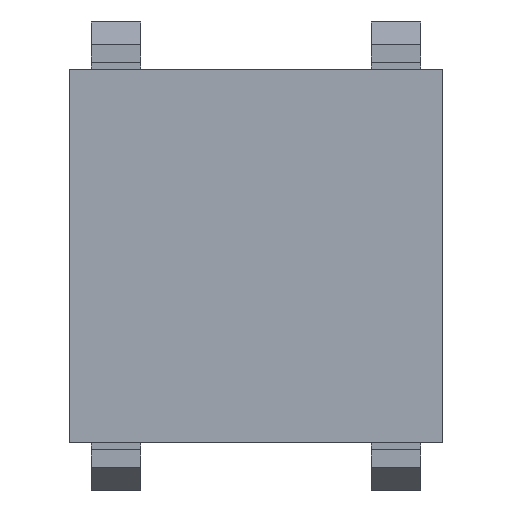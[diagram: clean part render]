
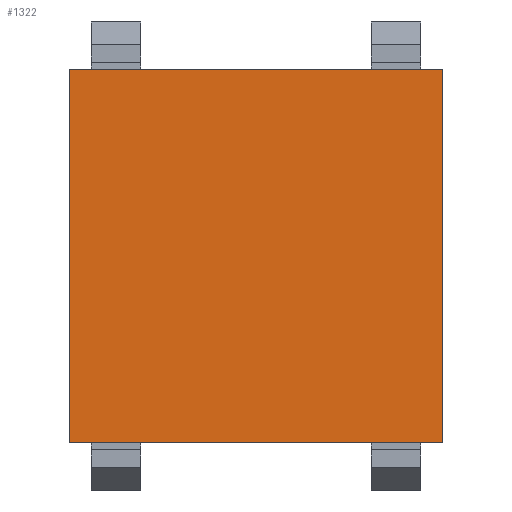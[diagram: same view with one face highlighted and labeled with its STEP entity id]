
A CAD part, front view. The second image highlights one B-rep face of the part: STEP entity #1322.
In plain terms, the highlighted planar face has unit normal (0, -1, 0).
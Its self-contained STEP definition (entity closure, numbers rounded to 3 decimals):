
#145=PLANE('',#1423);
#213=FACE_OUTER_BOUND('',#290,.T.);
#290=EDGE_LOOP('',(#1246,#1247,#1248,#1249));
#440=LINE('',#2074,#601);
#444=LINE('',#2082,#605);
#447=LINE('',#2088,#608);
#450=LINE('',#2093,#611);
#601=VECTOR('',#1721,10.);
#605=VECTOR('',#1727,10.);
#608=VECTOR('',#1732,10.);
#611=VECTOR('',#1737,10.);
#729=VERTEX_POINT('',#2072);
#730=VERTEX_POINT('',#2073);
#733=VERTEX_POINT('',#2081);
#735=VERTEX_POINT('',#2087);
#896=EDGE_CURVE('',#729,#730,#440,.T.);
#900=EDGE_CURVE('',#733,#729,#444,.T.);
#903=EDGE_CURVE('',#735,#733,#447,.T.);
#906=EDGE_CURVE('',#730,#735,#450,.T.);
#1246=ORIENTED_EDGE('',*,*,#906,.F.);
#1247=ORIENTED_EDGE('',*,*,#896,.F.);
#1248=ORIENTED_EDGE('',*,*,#900,.F.);
#1249=ORIENTED_EDGE('',*,*,#903,.F.);
#1322=ADVANCED_FACE('',(#213),#145,.F.);
#1423=AXIS2_PLACEMENT_3D('',#2096,#1741,#1742);
#1721=DIRECTION('',(0.,0.,-1.));
#1727=DIRECTION('',(1.,0.,0.));
#1732=DIRECTION('',(0.,0.,1.));
#1737=DIRECTION('',(-1.,0.,0.));
#1741=DIRECTION('center_axis',(0.,1.,0.));
#1742=DIRECTION('ref_axis',(0.,0.,1.));
#2072=CARTESIAN_POINT('',(3.,0.,3.));
#2073=CARTESIAN_POINT('',(3.,0.,-3.));
#2074=CARTESIAN_POINT('',(3.,0.,3.));
#2081=CARTESIAN_POINT('',(-3.,0.,3.));
#2082=CARTESIAN_POINT('',(-3.,0.,3.));
#2087=CARTESIAN_POINT('',(-3.,0.,-3.));
#2088=CARTESIAN_POINT('',(-3.,0.,-3.));
#2093=CARTESIAN_POINT('',(3.,0.,-3.));
#2096=CARTESIAN_POINT('Origin',(0.,0.,0.));
